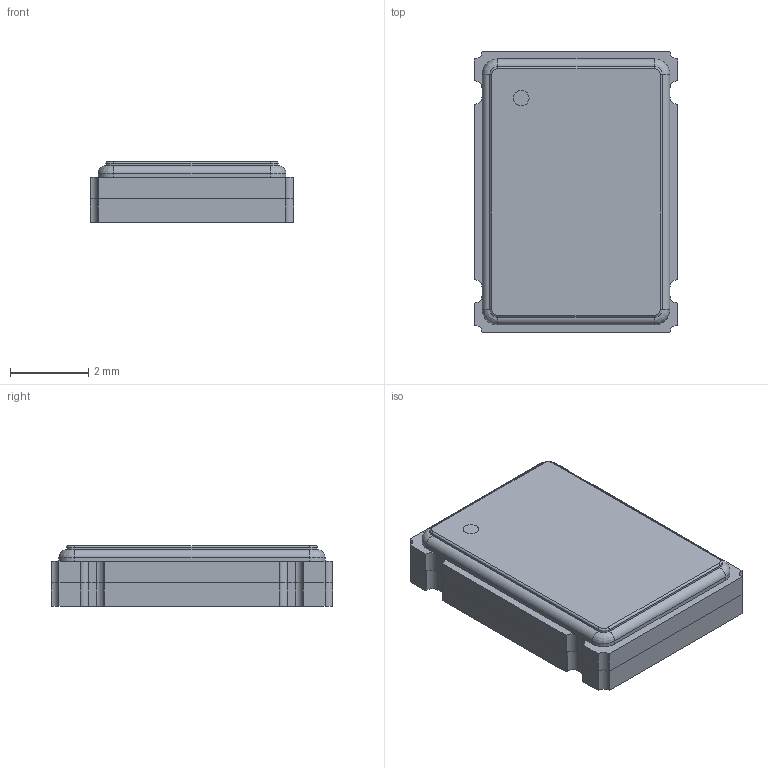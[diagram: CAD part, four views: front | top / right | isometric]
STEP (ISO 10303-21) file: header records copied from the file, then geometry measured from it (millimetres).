
FILE_DESCRIPTION((''),'2;1');
FILE_NAME('OSC_PERICOM_FNETHE025.stp','2012-04-25T11:27:29',(''),(''),'Mechanical Desktop 2011','Mechanical Desktop 2011',', , ');
FILE_SCHEMA(('AUTOMOTIVE_DESIGN { 1 2 10303 214 1 1 1 1 }'));
Length unit declared in the file: millimetre
Products named in the file (1): Product
Bounding box: 5.2 x 7.2 x 1.55 mm (x, y, z)
Surface area: 384.7 mm2
Topology: 18 solids, 18 shells, 241 faces, 596 edges, 392 vertices
Faces by surface type: plane 97, bspline 94, cylinder 46, torus 4
Entity records: 7504 total; most frequent: CARTESIAN_POINT 1900, ORIENTED_EDGE 1192, DIRECTION 1024, EDGE_CURVE 596, VECTOR 464, LINE 464, VERTEX_POINT 392, AXIS2_PLACEMENT_3D 280
